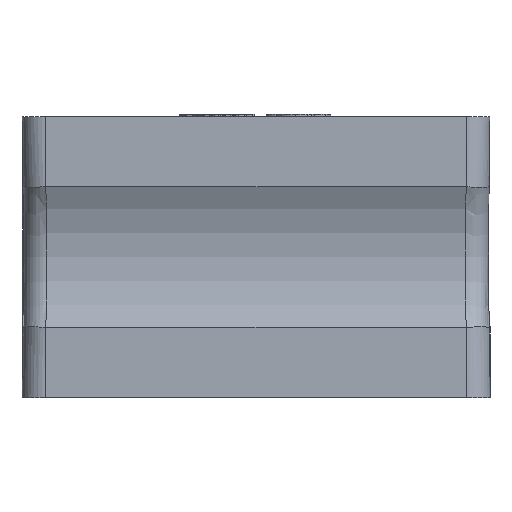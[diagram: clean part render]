
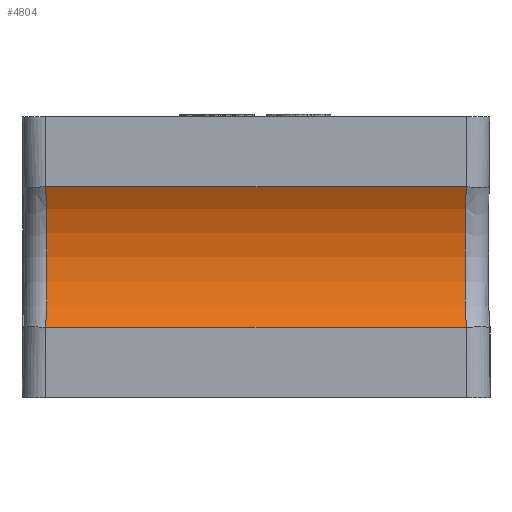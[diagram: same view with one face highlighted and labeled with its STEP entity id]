
A CAD part, left-side view. The second image highlights one B-rep face of the part: STEP entity #4804.
In plain terms, the highlighted cylindrical face has radius 0.6 mm (diameter 1.2 mm), a partial arc.
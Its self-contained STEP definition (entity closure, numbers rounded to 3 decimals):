
#196 = CARTESIAN_POINT ( 'NONE',  ( -1.249, -0.302, -0.599 ) ) ;
#347 = CARTESIAN_POINT ( 'NONE',  ( -1.249, 0.297, -0.599 ) ) ;
#961 = VERTEX_POINT ( 'NONE', #8518 ) ;
#1240 = CIRCLE ( 'NONE', #12818, 0.6 ) ;
#1481 = DIRECTION ( 'NONE',  ( 0., -1., 0. ) ) ;
#1582 = CARTESIAN_POINT ( 'NONE',  ( -1.77, 0.895, -0.3 ) ) ;
#2943 = AXIS2_PLACEMENT_3D ( 'NONE', #1582, #6192, #10806 ) ;
#4804 = ADVANCED_FACE ( 'NONE', ( #13823 ), #7768, .F. ) ;
#6017 = CARTESIAN_POINT ( 'NONE',  ( -1.251, 0.9, -0.6 ) ) ;
#6192 = DIRECTION ( 'NONE',  ( 0., 1., 0. ) ) ;
#6585 = DIRECTION ( 'NONE',  ( 0., 0., -1. ) ) ;
#6859 = CARTESIAN_POINT ( 'NONE',  ( -1.77, 0.995, -0.3 ) ) ;
#6873 = EDGE_CURVE ( 'NONE', #12324, #11966, #7610, .T. ) ;
#7088 = AXIS2_PLACEMENT_3D ( 'NONE', #6859, #10275, #8056 ) ;
#7179 = VERTEX_POINT ( 'NONE', #14156 ) ;
#7438 = ORIENTED_EDGE ( 'NONE', *, *, #12377, .T. ) ;
#7610 = B_SPLINE_CURVE_WITH_KNOTS ( 'NONE', 3,
 ( #6017, #347, #196, #11618 ),
 .UNSPECIFIED., .F., .F.,
 ( 4, 4 ),
 ( 0., 1. ),
 .UNSPECIFIED. ) ;
#7768 = CYLINDRICAL_SURFACE ( 'NONE', #7088, 0.6 ) ;
#8056 = DIRECTION ( 'NONE',  ( 0., 0., -1. ) ) ;
#8518 = CARTESIAN_POINT ( 'NONE',  ( -1.25, 0.9, 0. ) ) ;
#8588 = LINE ( 'NONE', #13210, #8648 ) ;
#8648 = VECTOR ( 'NONE', #1481, 1000. ) ;
#9428 = CIRCLE ( 'NONE', #2943, 0.6 ) ;
#10275 = DIRECTION ( 'NONE',  ( 0., -1., 0. ) ) ;
#10806 = DIRECTION ( 'NONE',  ( 0., 0., -1. ) ) ;
#10912 = EDGE_LOOP ( 'NONE', ( #13766, #7438, #13136, #12805 ) ) ;
#11618 = CARTESIAN_POINT ( 'NONE',  ( -1.251, -0.9, -0.6 ) ) ;
#11966 = VERTEX_POINT ( 'NONE', #13312 ) ;
#12324 = VERTEX_POINT ( 'NONE', #12327 ) ;
#12327 = CARTESIAN_POINT ( 'NONE',  ( -1.251, 0.9, -0.6 ) ) ;
#12377 = EDGE_CURVE ( 'NONE', #11966, #7179, #1240, .T. ) ;
#12541 = EDGE_CURVE ( 'NONE', #961, #12324, #9428, .T. ) ;
#12548 = DIRECTION ( 'NONE',  ( 0., -1., 0. ) ) ;
#12805 = ORIENTED_EDGE ( 'NONE', *, *, #12541, .T. ) ;
#12818 = AXIS2_PLACEMENT_3D ( 'NONE', #13474, #12548, #6585 ) ;
#13136 = ORIENTED_EDGE ( 'NONE', *, *, #14494, .F. ) ;
#13210 = CARTESIAN_POINT ( 'NONE',  ( -1.25, -1., 0. ) ) ;
#13312 = CARTESIAN_POINT ( 'NONE',  ( -1.251, -0.9, -0.6 ) ) ;
#13474 = CARTESIAN_POINT ( 'NONE',  ( -1.77, -0.895, -0.3 ) ) ;
#13766 = ORIENTED_EDGE ( 'NONE', *, *, #6873, .T. ) ;
#13823 = FACE_OUTER_BOUND ( 'NONE', #10912, .T. ) ;
#14156 = CARTESIAN_POINT ( 'NONE',  ( -1.25, -0.9, 0. ) ) ;
#14494 = EDGE_CURVE ( 'NONE', #961, #7179, #8588, .T. ) ;
